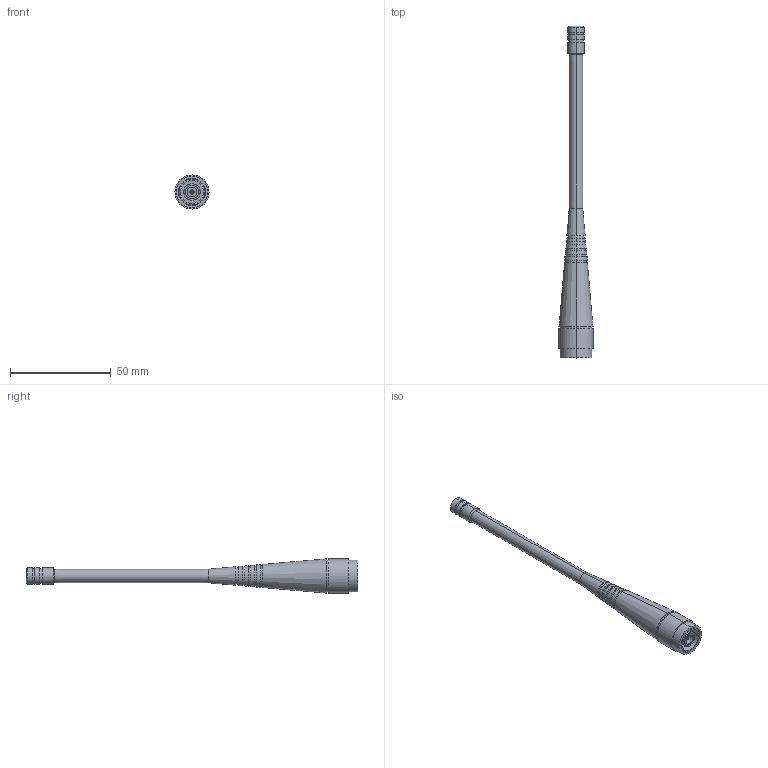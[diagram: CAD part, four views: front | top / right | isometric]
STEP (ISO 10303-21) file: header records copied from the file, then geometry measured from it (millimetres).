
FILE_DESCRIPTION (( 'STEP AP214' ), '1' );
FILE_NAME ('FMANRBD1016_3D.step', '2023-03-06T14:44:15', ( '' ), ( '' ), 'SwSTEP 2.0', 'SolidWorks 2022', '' );
FILE_SCHEMA (( 'AUTOMOTIVE_DESIGN' ));
Length unit declared in the file: inch
Products named in the file (5): 1AB06-003_WITHOUT FERRULE; 1AB06-003-MA2; LCANRBD1016; 1AB06-003; FMANRBD1016_3D
Assembly tree (4 placements, depth 3):
  FMANRBD1016_3D
    LCANRBD1016
    1AB06-003_WITHOUT FERRULE
      1AB06-003
      1AB06-003-MA2
Bounding box: 17 x 165 x 17 mm (x, y, z)
Volume: 13584.9 mm3; surface area: 8548.8 mm2
Topology: 3 solids, 3 shells, 162 faces, 348 edges, 219 vertices
Faces by surface type: plane 58, cylinder 54, cone 46, torus 4
Entity records: 4751 total; most frequent: DIRECTION 884, CARTESIAN_POINT 735, ORIENTED_EDGE 692, AXIS2_PLACEMENT_3D 368, EDGE_CURVE 346, VERTEX_POINT 219, CIRCLE 198, EDGE_LOOP 193
